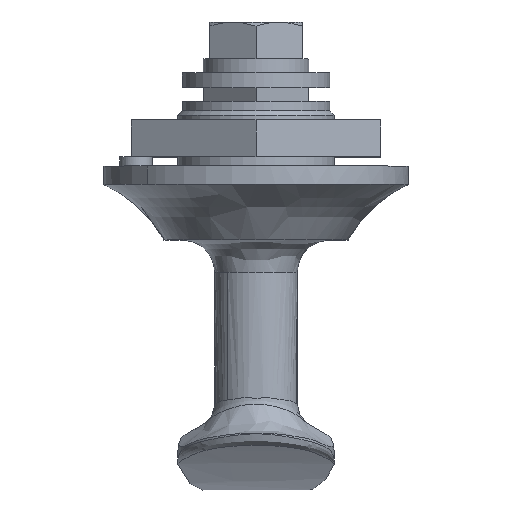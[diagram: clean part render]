
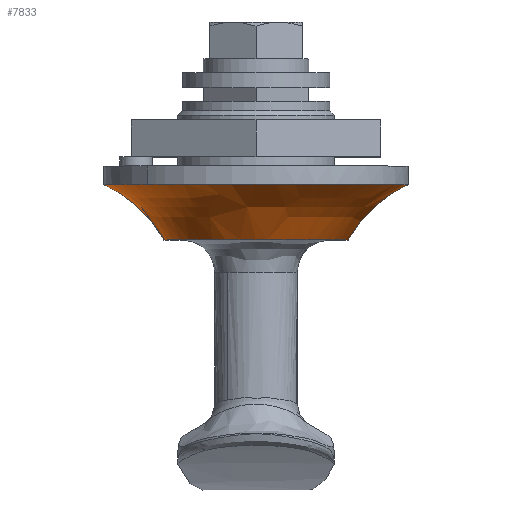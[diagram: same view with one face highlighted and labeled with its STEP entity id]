
A CAD part, top view. The second image highlights one B-rep face of the part: STEP entity #7833.
In plain terms, the highlighted free-form (B-spline) face has degree [2, 2] with [7, 3] control points.
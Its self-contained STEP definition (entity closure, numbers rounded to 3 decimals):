
#7571=CARTESIAN_POINT('',(0.0,0.,10.));
#7572=VERTEX_POINT('',#7571);
#7573=CARTESIAN_POINT('',(-9.972,0.,-0.753));
#7574=VERTEX_POINT('',#7573);
#7575=CARTESIAN_POINT('',(0.0,0.,10.));
#7576=CARTESIAN_POINT('',(-10.,0.,10.));
#7577=CARTESIAN_POINT('',(-10.,0.,0.));
#7578=CARTESIAN_POINT('',(-10.,0.,-0.377));
#7579=CARTESIAN_POINT('',(-9.972,0.,-0.753));
#7587=(BOUNDED_CURVE()B_SPLINE_CURVE(2,(#7575,#7576,#7577,#7578,#7579),.UNSPECIFIED.,.F.,.U.)B_SPLINE_CURVE_WITH_KNOTS((3,2,3),(0.0,0.25,0.263),.UNSPECIFIED.)CURVE()GEOMETRIC_REPRESENTATION_ITEM()RATIONAL_B_SPLINE_CURVE((1.0,0.707,1.0,0.985,0.971))REPRESENTATION_ITEM(''));
#7588=EDGE_CURVE('',#7572,#7574,#7587,.T.);
#7605=CARTESIAN_POINT('',(9.972,0.,0.753));
#7606=VERTEX_POINT('',#7605);
#7622=CARTESIAN_POINT('',(9.972,0.,0.753));
#7623=CARTESIAN_POINT('',(9.273,0.,10.));
#7624=CARTESIAN_POINT('',(0.0,0.,10.));
#7632=(BOUNDED_CURVE()B_SPLINE_CURVE(2,(#7622,#7623,#7624),.UNSPECIFIED.,.F.,.U.)B_SPLINE_CURVE_WITH_KNOTS((3,3),(0.763,1.0),.UNSPECIFIED.)CURVE()GEOMETRIC_REPRESENTATION_ITEM()RATIONAL_B_SPLINE_CURVE((0.971,0.722,1.0))REPRESENTATION_ITEM(''));
#7633=EDGE_CURVE('',#7606,#7572,#7632,.T.);
#7674=CARTESIAN_POINT('',(-16.453,6.,-1.243));
#7675=VERTEX_POINT('',#7674);
#7676=CARTESIAN_POINT('',(-9.972,0.,-0.753));
#7677=CARTESIAN_POINT('',(-12.216,4.082,-0.923));
#7678=CARTESIAN_POINT('',(-16.453,6.,-1.243));
#7686=(BOUNDED_CURVE()B_SPLINE_CURVE(2,(#7676,#7677,#7678),.UNSPECIFIED.,.F.,.U.)B_SPLINE_CURVE_WITH_KNOTS((3,3),(-1.518,-0.495),.UNSPECIFIED.)CURVE()GEOMETRIC_REPRESENTATION_ITEM()RATIONAL_B_SPLINE_CURVE((0.933,0.885,0.932))REPRESENTATION_ITEM(''));
#7687=EDGE_CURVE('',#7574,#7675,#7686,.T.);
#7719=CARTESIAN_POINT('',(16.453,6.,1.243));
#7720=VERTEX_POINT('',#7719);
#7736=CARTESIAN_POINT('',(9.972,0.,0.753));
#7737=CARTESIAN_POINT('',(12.216,4.082,0.923));
#7738=CARTESIAN_POINT('',(16.453,6.,1.243));
#7746=(BOUNDED_CURVE()B_SPLINE_CURVE(2,(#7736,#7737,#7738),.UNSPECIFIED.,.F.,.U.)B_SPLINE_CURVE_WITH_KNOTS((3,3),(-1.518,-0.495),.UNSPECIFIED.)CURVE()GEOMETRIC_REPRESENTATION_ITEM()RATIONAL_B_SPLINE_CURVE((0.933,0.885,0.932))REPRESENTATION_ITEM(''));
#7747=EDGE_CURVE('',#7606,#7720,#7746,.T.);
#7753=CARTESIAN_POINT('',(9.786,-0.389,0.465));
#7754=CARTESIAN_POINT('',(9.776,-0.389,0.6));
#7755=CARTESIAN_POINT('',(9.028,-0.389,10.504));
#7756=CARTESIAN_POINT('',(-0.738,-0.389,9.766));
#7757=CARTESIAN_POINT('',(-10.504,-0.389,9.028));
#7758=CARTESIAN_POINT('',(-9.755,-0.389,-0.875));
#7759=CARTESIAN_POINT('',(-9.745,-0.389,-1.011));
#7760=CARTESIAN_POINT('',(12.131,4.203,0.576));
#7761=CARTESIAN_POINT('',(12.119,4.203,0.744));
#7762=CARTESIAN_POINT('',(11.191,4.203,13.02));
#7763=CARTESIAN_POINT('',(-0.914,4.203,12.106));
#7764=CARTESIAN_POINT('',(-13.02,4.203,11.191));
#7765=CARTESIAN_POINT('',(-12.093,4.203,-1.085));
#7766=CARTESIAN_POINT('',(-12.08,4.203,-1.253));
#7767=CARTESIAN_POINT('',(16.892,6.175,0.802));
#7768=CARTESIAN_POINT('',(16.875,6.175,1.036));
#7769=CARTESIAN_POINT('',(15.583,6.175,18.13));
#7770=CARTESIAN_POINT('',(-1.273,6.175,16.857));
#7771=CARTESIAN_POINT('',(-18.13,6.175,15.583));
#7772=CARTESIAN_POINT('',(-16.839,6.175,-1.51));
#7773=CARTESIAN_POINT('',(-16.821,6.175,-1.745));
#7781=(BOUNDED_SURFACE()B_SPLINE_SURFACE(2,2,((#7753,#7760,#7767),(#7754,#7761,#7768),(#7755,#7762,#7769),(#7756,#7763,#7770),(#7757,#7764,#7771),(#7758,#7765,#7772),(#7759,#7766,#7773)),.UNSPECIFIED.,.F.,.F.,.U.)B_SPLINE_SURFACE_WITH_KNOTS((3,1,2,1,3),(3,3),(0.0,0.56,28.569,56.578,57.138),(0.0,9.987),.UNSPECIFIED.)GEOMETRIC_REPRESENTATION_ITEM()RATIONAL_B_SPLINE_SURFACE(((0.949,0.89,0.948),(0.944,0.885,0.942),(0.663,0.622,0.663),(0.938,0.88,0.937),(0.663,0.622,0.663),(0.944,0.885,0.942),(0.949,0.89,0.948)))REPRESENTATION_ITEM('')SURFACE());
#7782=ORIENTED_EDGE('',*,*,#7588,.F.);
#7783=ORIENTED_EDGE('',*,*,#7633,.F.);
#7784=ORIENTED_EDGE('',*,*,#7747,.T.);
#7785=CARTESIAN_POINT('',(0.0,6.,16.5));
#7786=VERTEX_POINT('',#7785);
#7787=CARTESIAN_POINT('',(16.453,6.,1.243));
#7788=CARTESIAN_POINT('',(15.301,6.,16.5));
#7789=CARTESIAN_POINT('',(0.0,6.,16.5));
#7797=(BOUNDED_CURVE()B_SPLINE_CURVE(2,(#7787,#7788,#7789),.UNSPECIFIED.,.F.,.U.)B_SPLINE_CURVE_WITH_KNOTS((3,3),(0.763,1.0),.UNSPECIFIED.)CURVE()GEOMETRIC_REPRESENTATION_ITEM()RATIONAL_B_SPLINE_CURVE((0.971,0.722,1.0))REPRESENTATION_ITEM(''));
#7798=EDGE_CURVE('',#7720,#7786,#7797,.T.);
#7799=ORIENTED_EDGE('',*,*,#7798,.T.);
#7800=CARTESIAN_POINT('',(-11.769,6.,11.565));
#7801=VERTEX_POINT('',#7800);
#7802=CARTESIAN_POINT('',(0.0,6.,16.5));
#7803=CARTESIAN_POINT('',(-6.919,6.,16.5));
#7804=CARTESIAN_POINT('',(-11.769,6.,11.565));
#7812=(BOUNDED_CURVE()B_SPLINE_CURVE(2,(#7802,#7803,#7804),.UNSPECIFIED.,.F.,.U.)B_SPLINE_CURVE_WITH_KNOTS((3,3),(0.0,0.126),.UNSPECIFIED.)CURVE()GEOMETRIC_REPRESENTATION_ITEM()RATIONAL_B_SPLINE_CURVE((1.0,0.852,0.854))REPRESENTATION_ITEM(''));
#7813=EDGE_CURVE('',#7786,#7801,#7812,.T.);
#7814=ORIENTED_EDGE('',*,*,#7813,.T.);
#7815=CARTESIAN_POINT('',(-11.769,6.,11.565));
#7816=CARTESIAN_POINT('',(-16.5,6.,6.75));
#7817=CARTESIAN_POINT('',(-16.5,6.,0.));
#7818=CARTESIAN_POINT('',(-16.5,6.,-0.622));
#7819=CARTESIAN_POINT('',(-16.453,6.,-1.243));
#7827=(BOUNDED_CURVE()B_SPLINE_CURVE(2,(#7815,#7816,#7817,#7818,#7819),.UNSPECIFIED.,.F.,.U.)B_SPLINE_CURVE_WITH_KNOTS((3,2,3),(0.126,0.25,0.263),.UNSPECIFIED.)CURVE()GEOMETRIC_REPRESENTATION_ITEM()RATIONAL_B_SPLINE_CURVE((0.854,0.855,1.0,0.985,0.971))REPRESENTATION_ITEM(''));
#7828=EDGE_CURVE('',#7801,#7675,#7827,.T.);
#7829=ORIENTED_EDGE('',*,*,#7828,.T.);
#7830=ORIENTED_EDGE('',*,*,#7687,.F.);
#7831=EDGE_LOOP('',(#7782,#7783,#7784,#7799,#7814,#7829,#7830));
#7832=FACE_OUTER_BOUND('',#7831,.T.);
#7833=ADVANCED_FACE('',(#7832),#7781,.F.);
